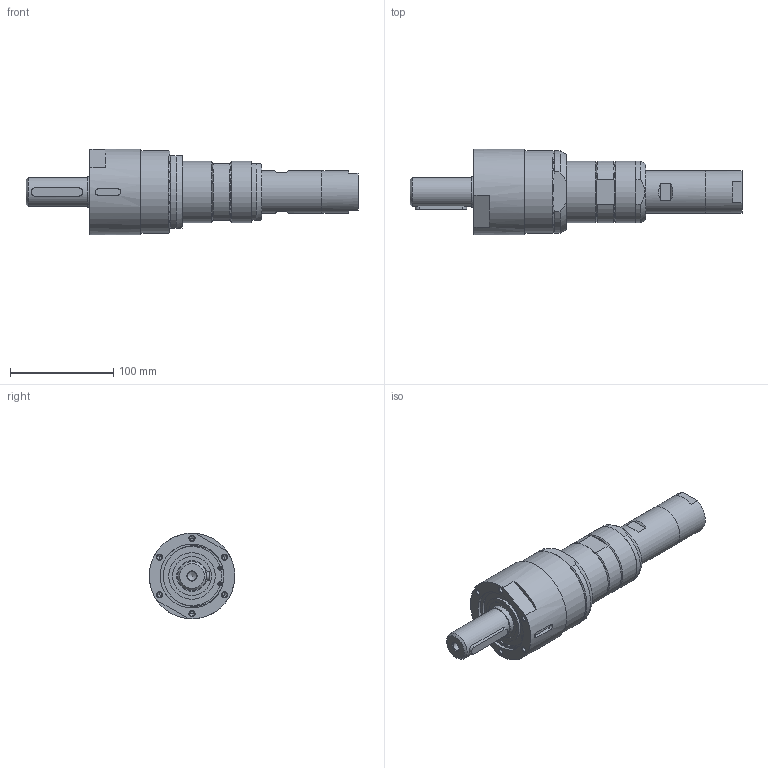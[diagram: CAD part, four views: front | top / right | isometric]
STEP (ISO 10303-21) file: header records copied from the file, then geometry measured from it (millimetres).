
FILE_DESCRIPTION((''),'2;1');
FILE_NAME('MRD 38-10_60008875.stp','2011-05-30T08:07:56',('rmorof'),(''),'Autodesk Inventor 2008','Autodesk Inventor 2008','');
FILE_SCHEMA(('CONFIG_CONTROL_DESIGN'));
Length unit declared in the file: millimetre
Products named in the file (1): MRD 38-10_60008875
Bounding box: 322 x 83 x 83 mm (x, y, z)
Volume: 822767.3 mm3; surface area: 75019.6 mm2
Topology: 1 solids, 4 shells, 173 faces, 403 edges, 262 vertices
Faces by surface type: plane 70, cylinder 52, bspline 23, cone 23, sphere 3, torus 2
Full cylindrical faces by diameter (mm): 1.55 x3, 3.3 x1, 3.6 x1, 4 x2, 5 x2, 5.5 x2, 28 x1, 30 x1, 38 x1, 41.5 x2, 42 x1, 45 x1, 52.889 x1, 60 x2, 62 x1, 72.473 x1, 80 x1, 83 x1
Entity records: 5294 total; most frequent: CARTESIAN_POINT 1651, DIRECTION 724, ORIENTED_EDGE 594, AXIS2_PLACEMENT_3D 309, EDGE_CURVE 297, EDGE_LOOP 264, VERTEX_POINT 219, FACE_OUTER_BOUND 173
